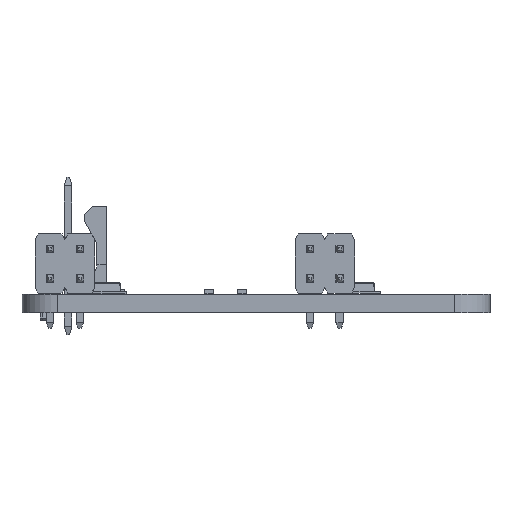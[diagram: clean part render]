
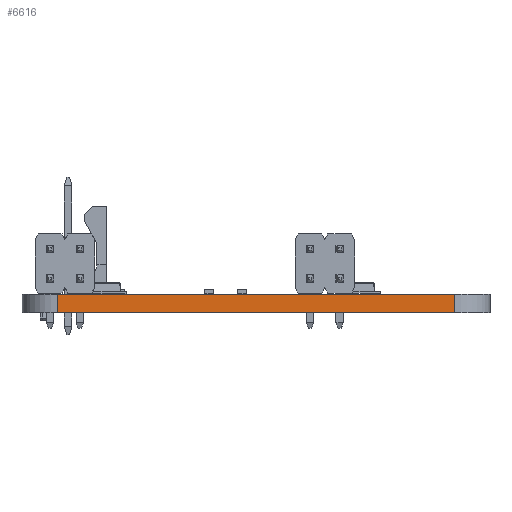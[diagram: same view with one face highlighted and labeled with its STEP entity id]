
A CAD part, left-side view. The second image highlights one B-rep face of the part: STEP entity #6616.
In plain terms, the highlighted planar face has unit normal (-1, 0, 0).
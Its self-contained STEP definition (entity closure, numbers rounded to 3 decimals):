
#682=FACE_OUTER_BOUND('',#1058,.T.);
#1058=EDGE_LOOP('',(#4584,#4585,#4586,#4587));
#1525=LINE('',#9761,#2289);
#1526=LINE('',#9765,#2290);
#1527=LINE('',#9767,#2291);
#1528=LINE('',#9768,#2292);
#2289=VECTOR('',#7825,1.);
#2290=VECTOR('',#7830,1.);
#2291=VECTOR('',#7831,1.);
#2292=VECTOR('',#7832,1.);
#3055=VERTEX_POINT('',#9758);
#3056=VERTEX_POINT('',#9760);
#3057=VERTEX_POINT('',#9764);
#3058=VERTEX_POINT('',#9766);
#3644=EDGE_CURVE('',#3055,#3056,#1525,.T.);
#3646=EDGE_CURVE('',#3055,#3057,#1526,.T.);
#3647=EDGE_CURVE('',#3057,#3058,#1527,.T.);
#3648=EDGE_CURVE('',#3056,#3058,#1528,.T.);
#4584=ORIENTED_EDGE('',*,*,#3644,.F.);
#4585=ORIENTED_EDGE('',*,*,#3646,.T.);
#4586=ORIENTED_EDGE('',*,*,#3647,.T.);
#4587=ORIENTED_EDGE('',*,*,#3648,.F.);
#6329=PLANE('',#7141);
#6616=ADVANCED_FACE('',(#682),#6329,.F.);
#7141=AXIS2_PLACEMENT_3D('',#9763,#7828,#7829);
#7825=DIRECTION('',(0.,0.,1.));
#7828=DIRECTION('center_axis',(1.,0.,0.));
#7829=DIRECTION('ref_axis',(0.,-1.,0.));
#7830=DIRECTION('',(0.,-1.,0.));
#7831=DIRECTION('',(0.,0.,1.));
#7832=DIRECTION('',(0.,-1.,0.));
#9758=CARTESIAN_POINT('',(-3.,37.002,0.));
#9760=CARTESIAN_POINT('',(-3.,37.002,1.591));
#9761=CARTESIAN_POINT('',(-3.,37.002,0.));
#9763=CARTESIAN_POINT('Origin',(-3.,37.002,0.));
#9764=CARTESIAN_POINT('',(-3.,3.002,0.));
#9765=CARTESIAN_POINT('',(-3.,37.002,0.));
#9766=CARTESIAN_POINT('',(-3.,3.002,1.591));
#9767=CARTESIAN_POINT('',(-3.,3.002,0.));
#9768=CARTESIAN_POINT('',(-3.,37.002,1.591));
